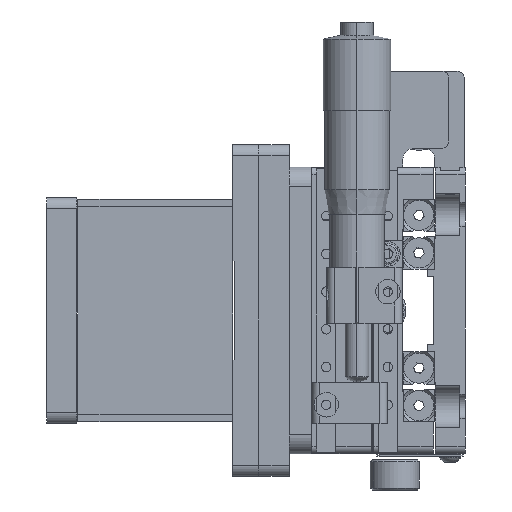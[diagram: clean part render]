
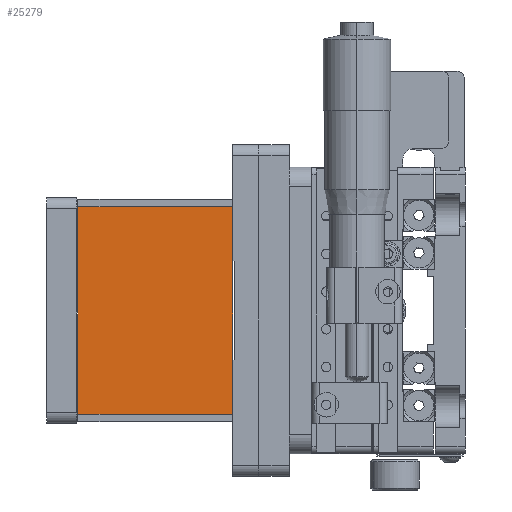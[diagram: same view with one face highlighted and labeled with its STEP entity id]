
A CAD part, left-side view. The second image highlights one B-rep face of the part: STEP entity #25279.
In plain terms, the highlighted planar face has unit normal (-1, 0, 0).
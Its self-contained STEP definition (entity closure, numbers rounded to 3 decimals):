
#224 = LINE ( 'NONE', #26431, #11258 ) ;
#627 = VERTEX_POINT ( 'NONE', #28370 ) ;
#2046 = EDGE_CURVE ( 'NONE', #8286, #627, #37389, .T. ) ;
#2327 = LINE ( 'NONE', #28535, #37010 ) ;
#4154 = VERTEX_POINT ( 'NONE', #24349 ) ;
#4376 = EDGE_LOOP ( 'NONE', ( #23200, #19921, #17341, #40174 ) ) ;
#4544 = CARTESIAN_POINT ( 'NONE',  ( -33.5, 94.2, 27.5 ) ) ;
#6762 = VECTOR ( 'NONE', #10742, 1000. ) ;
#8286 = VERTEX_POINT ( 'NONE', #24139 ) ;
#8630 = DIRECTION ( 'NONE',  ( 0., -1., 0. ) ) ;
#8825 = VERTEX_POINT ( 'NONE', #40855 ) ;
#10742 = DIRECTION ( 'NONE',  ( 0., 0., 1. ) ) ;
#11221 = CARTESIAN_POINT ( 'NONE',  ( -33.5, 53.2, -27.5 ) ) ;
#11258 = VECTOR ( 'NONE', #22596, 1000. ) ;
#13130 = AXIS2_PLACEMENT_3D ( 'NONE', #11221, #30754, #8630 ) ;
#17341 = ORIENTED_EDGE ( 'NONE', *, *, #26368, .T. ) ;
#19921 = ORIENTED_EDGE ( 'NONE', *, *, #2046, .T. ) ;
#22596 = DIRECTION ( 'NONE',  ( 0., -1., 0. ) ) ;
#23200 = ORIENTED_EDGE ( 'NONE', *, *, #31901, .T. ) ;
#23890 = DIRECTION ( 'NONE',  ( 0., 1., 0. ) ) ;
#24139 = CARTESIAN_POINT ( 'NONE',  ( -33.5, 53.2, -27.5 ) ) ;
#24349 = CARTESIAN_POINT ( 'NONE',  ( -33.5, 94.2, -27.5 ) ) ;
#25279 = ADVANCED_FACE ( 'NONE', ( #27313 ), #34433, .T. ) ;
#26368 = EDGE_CURVE ( 'NONE', #627, #8825, #39826, .T. ) ;
#26431 = CARTESIAN_POINT ( 'NONE',  ( -33.5, 94.2, -27.5 ) ) ;
#27044 = CARTESIAN_POINT ( 'NONE',  ( -33.5, 53.2, -27.5 ) ) ;
#27313 = FACE_OUTER_BOUND ( 'NONE', #4376, .T. ) ;
#28370 = CARTESIAN_POINT ( 'NONE',  ( -33.5, 53.2, 27.5 ) ) ;
#28535 = CARTESIAN_POINT ( 'NONE',  ( -33.5, 94.2, -27.5 ) ) ;
#29455 = EDGE_CURVE ( 'NONE', #8825, #4154, #2327, .T. ) ;
#30754 = DIRECTION ( 'NONE',  ( -1., 0., 0. ) ) ;
#31901 = EDGE_CURVE ( 'NONE', #4154, #8286, #224, .T. ) ;
#34433 = PLANE ( 'NONE',  #13130 ) ;
#37010 = VECTOR ( 'NONE', #41664, 1000. ) ;
#37389 = LINE ( 'NONE', #27044, #6762 ) ;
#39186 = VECTOR ( 'NONE', #23890, 1000. ) ;
#39826 = LINE ( 'NONE', #4544, #39186 ) ;
#40174 = ORIENTED_EDGE ( 'NONE', *, *, #29455, .T. ) ;
#40855 = CARTESIAN_POINT ( 'NONE',  ( -33.5, 94.2, 27.5 ) ) ;
#41664 = DIRECTION ( 'NONE',  ( 0., 0., -1. ) ) ;
